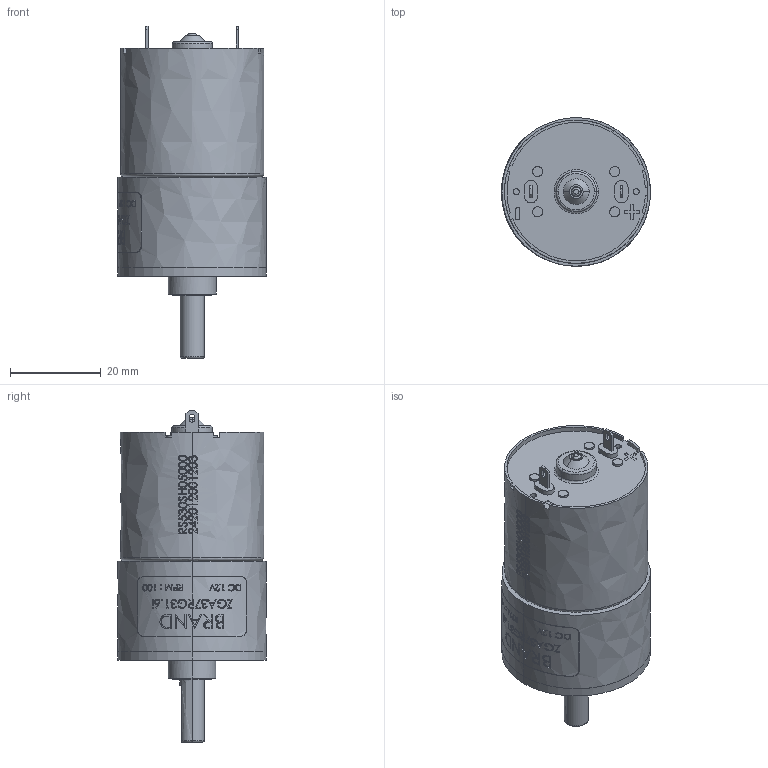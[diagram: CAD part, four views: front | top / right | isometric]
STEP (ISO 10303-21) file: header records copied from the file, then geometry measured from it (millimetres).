
FILE_DESCRIPTION(('FreeCAD Model'),'2;1');
FILE_NAME('Open CASCADE Shape Model','2025-05-28T12:07:11',('FreeCAD'),( 'FreeCAD'),'Open CASCADE STEP processor 7.6','FreeCAD','Unknown');
FILE_SCHEMA(('AUTOMOTIVE_DESIGN { 1 0 10303 214 1 1 1 1 }'));
Products named in the file (1): Open CASCADE STEP translator 7.6 1
Bounding box: 32.74 x 32.65 x 72.98 mm (x, y, z)
Volume: 40270.6 mm3; surface area: 7988.7 mm2
Topology: 1 solids, 1 shells, 947 faces, 2512 edges, 1668 vertices
Faces by surface type: bspline 947
Entity records: 43716 total; most frequent: CARTESIAN_POINT 28862, ORIENTED_EDGE 5024, EDGE_CURVE 2512, B_SPLINE_CURVE_WITH_KNOTS 1854, VERTEX_POINT 1668, FACE_BOUND 1052, EDGE_LOOP 1052, ADVANCED_FACE 947
